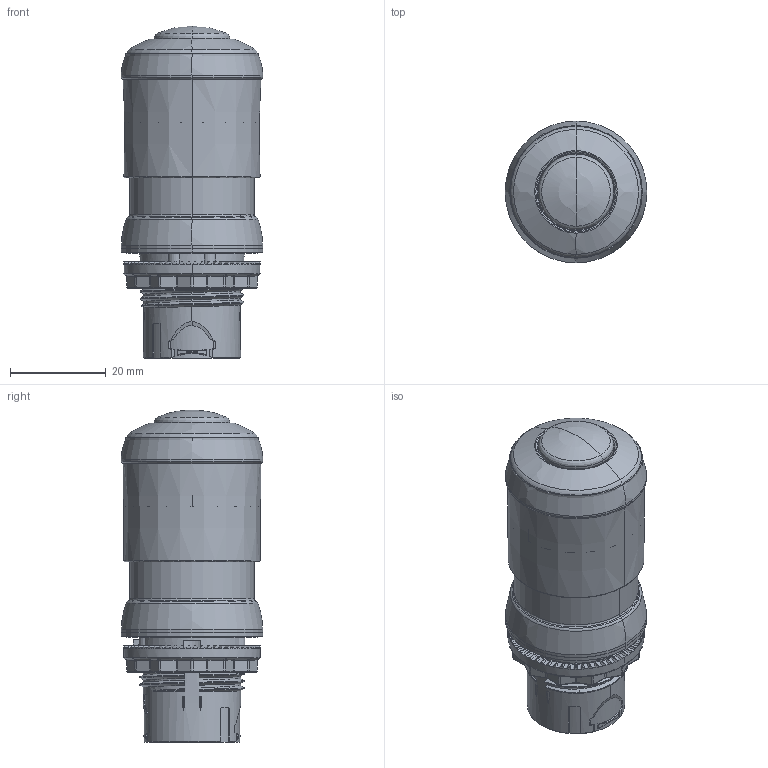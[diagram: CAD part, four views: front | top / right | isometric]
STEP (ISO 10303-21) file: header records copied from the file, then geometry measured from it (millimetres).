
FILE_DESCRIPTION((''),'2;1');
FILE_NAME('40359-462-40MM_ASM_3_ASM','2013-03-21T',('wwhu'),('Rockwell Automation'),'PRO/ENGINEER BY PARAMETRIC TECHNOLOGY CORPORATION, 2010140','PRO/ENGINEER BY PARAMETRIC TECHNOLOGY CORPORATION, 2010140','');
FILE_SCHEMA(('CONFIG_CONTROL_DESIGN'));
Length unit declared in the file: millimetre
Products named in the file (7): 40359-152-01_2; 40359-093_1; 40359-031_6; 40359-067_1; 40359-099_2; 40359-098_2; 40359-462-40MM_ASM_3_ASM
Assembly tree (6 placements, depth 2):
  40359-462-40MM_ASM_3_ASM
    40359-152-01_2
    40359-093_1
    40359-031_6
    40359-067_1
    40359-099_2
    40359-098_2
Bounding box: 29.67 x 29.67 x 69.5 mm (x, y, z)
Volume: 56595.7 mm3; surface area: 20546.7 mm2
Topology: 6 solids, 8 shells, 995 faces, 2737 edges, 1748 vertices
Faces by surface type: plane 304, bspline 196, cone 174, torus 158, cylinder 138, revolution 12, sphere 10, extrusion 3
Entity records: 39899 total; most frequent: CARTESIAN_POINT 15915, ORIENTED_EDGE 5450, DIRECTION 4467, EDGE_CURVE 2725, AXIS2_PLACEMENT_3D 1765, VERTEX_POINT 1748, EDGE_LOOP 1023, FACE_OUTER_BOUND 995
